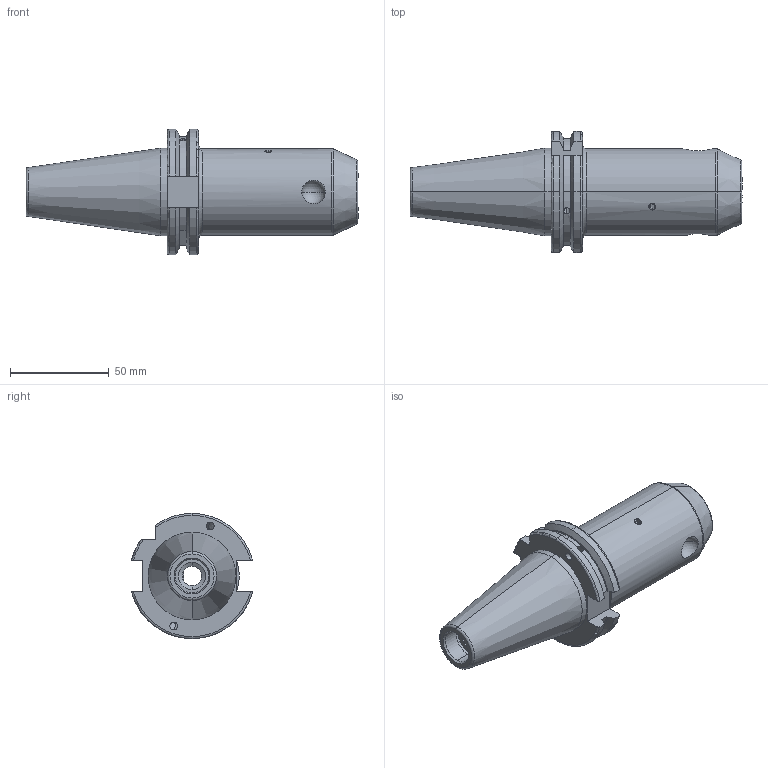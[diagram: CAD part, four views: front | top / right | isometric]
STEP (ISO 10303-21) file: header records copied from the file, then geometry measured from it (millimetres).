
FILE_DESCRIPTION (( 'STEP AP203' ), '1' );
FILE_NAME ('91406-WK214100.STEP', '2017-01-05T12:33:09', ( '' ), ( '' ), 'SwSTEP 2.0', 'SolidWorks 2009', '' );
FILE_SCHEMA (( 'CONFIG_CONTROL_DESIGN' ));
Length unit declared in the file: millimetre
Products named in the file (4): SK40EK14100FWW; GS-M4X4_DIN 913 - M4 x 10-N; GS-M12X16-DIN1835-B; 91406-WK214100
Assembly tree (8 placements, depth 2):
  91406-WK214100
    GS-M4X4_DIN 913 - M4 x 10-N  x6
    GS-M12X16-DIN1835-B
    SK40EK14100FWW
Bounding box: 168.4 x 61.48 x 63.55 mm (x, y, z)
Volume: 208130.8 mm3; surface area: 37511.4 mm2
Topology: 8 solids, 8 shells, 438 faces, 1105 edges, 694 vertices
Faces by surface type: cone 200, cylinder 114, plane 100, torus 18, bspline 4, sphere 2
Entity records: 7398 total; most frequent: CARTESIAN_POINT 2007, DIRECTION 1050, ORIENTED_EDGE 1002, EDGE_CURVE 501, AXIS2_PLACEMENT_3D 421, VERTEX_POINT 314, EDGE_LOOP 233, CIRCLE 211
